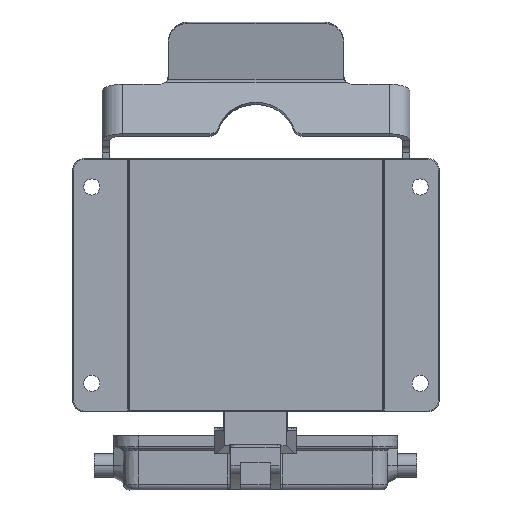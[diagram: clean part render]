
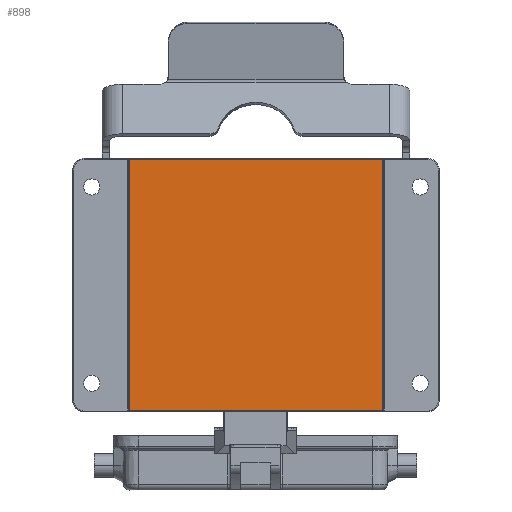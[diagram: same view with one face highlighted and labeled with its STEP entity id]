
A CAD part, front view. The second image highlights one B-rep face of the part: STEP entity #898.
In plain terms, the highlighted planar face has unit normal (0, -1, 0).
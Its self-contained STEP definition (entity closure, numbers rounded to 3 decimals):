
#367=PLANE('',#16210);
#898=ADVANCED_FACE('',(#2188),#367,.T.);
#2188=FACE_OUTER_BOUND('',#3088,.T.);
#3088=EDGE_LOOP('',(#5817,#5818,#5819,#5820));
#5817=ORIENTED_EDGE('',*,*,#11780,.T.);
#5818=ORIENTED_EDGE('',*,*,#11781,.T.);
#5819=ORIENTED_EDGE('',*,*,#11782,.T.);
#5820=ORIENTED_EDGE('',*,*,#11778,.T.);
#10169=VERTEX_POINT('',#23492);
#10170=VERTEX_POINT('',#23494);
#10171=VERTEX_POINT('',#23501);
#10172=VERTEX_POINT('',#23503);
#11778=EDGE_CURVE('',#10170,#10169,#13951,.T.);
#11780=EDGE_CURVE('',#10169,#10171,#13952,.T.);
#11781=EDGE_CURVE('',#10171,#10172,#13953,.T.);
#11782=EDGE_CURVE('',#10172,#10170,#13954,.T.);
#13951=LINE('',#23493,#15081);
#13952=LINE('',#23500,#15082);
#13953=LINE('',#23502,#15083);
#13954=LINE('',#23504,#15084);
#15081=VECTOR('',#18162,1.);
#15082=VECTOR('',#18165,1.);
#15083=VECTOR('',#18166,1.);
#15084=VECTOR('',#18167,1.);
#16210=AXIS2_PLACEMENT_3D('',#23505,#18168,#18169);
#18162=DIRECTION('',(0.,0.,-1.));
#18165=DIRECTION('',(1.,0.,0.));
#18166=DIRECTION('',(0.,0.,1.));
#18167=DIRECTION('',(-1.,0.,0.));
#18168=DIRECTION('',(0.,-1.,0.));
#18169=DIRECTION('',(1.,0.,0.));
#23492=CARTESIAN_POINT('',(-43.2,-34.026,-7.901));
#23493=CARTESIAN_POINT('',(-43.2,-34.026,77.954));
#23494=CARTESIAN_POINT('',(-43.2,-34.026,77.954));
#23500=CARTESIAN_POINT('',(-43.2,-34.026,-7.901));
#23501=CARTESIAN_POINT('',(43.2,-34.026,-7.901));
#23502=CARTESIAN_POINT('',(43.2,-34.026,-7.901));
#23503=CARTESIAN_POINT('',(43.2,-34.026,77.954));
#23504=CARTESIAN_POINT('',(43.2,-34.026,77.954));
#23505=CARTESIAN_POINT('',(0.,-34.026,35.026));
